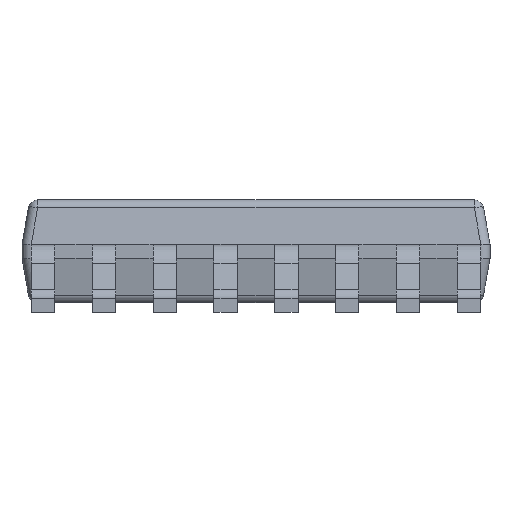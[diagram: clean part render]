
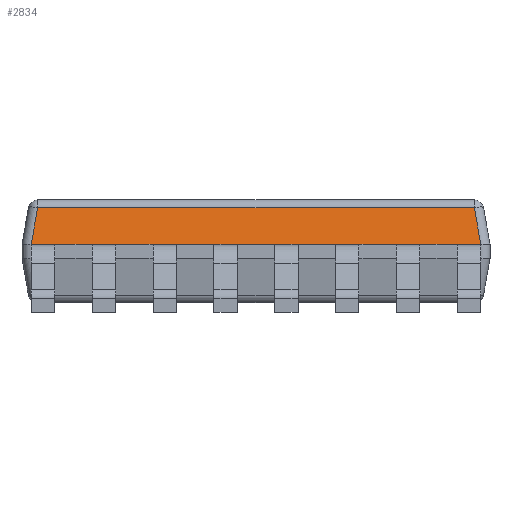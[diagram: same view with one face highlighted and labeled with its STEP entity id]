
A CAD part, front view. The second image highlights one B-rep face of the part: STEP entity #2834.
In plain terms, the highlighted planar face has unit normal (0, -0.985, 0.174).
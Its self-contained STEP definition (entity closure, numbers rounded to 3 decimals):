
#124 = VERTEX_POINT('',#125);
#125 = CARTESIAN_POINT('',(2.15,-2.2,0.725
    ));
#133 = EDGE_CURVE('',#124,#134,#136,.T.);
#134 = VERTEX_POINT('',#135);
#135 = CARTESIAN_POINT('',(1.75,-2.2,0.725
    ));
#136 = LINE('',#137,#138);
#137 = CARTESIAN_POINT('',(-2.5,-2.2,
    0.725));
#138 = VECTOR('',#139,1.);
#139 = DIRECTION('',(-1.,0.,0.));
#164 = VERTEX_POINT('',#165);
#165 = CARTESIAN_POINT('',(1.5,-2.2,0.725
    ));
#173 = EDGE_CURVE('',#164,#174,#176,.T.);
#174 = VERTEX_POINT('',#175);
#175 = CARTESIAN_POINT('',(1.1,-2.2,0.725
    ));
#176 = LINE('',#177,#178);
#177 = CARTESIAN_POINT('',(-2.5,-2.2,
    0.725));
#178 = VECTOR('',#179,1.);
#179 = DIRECTION('',(-1.,0.,0.));
#204 = VERTEX_POINT('',#205);
#205 = CARTESIAN_POINT('',(0.85,-2.2,0.725
    ));
#213 = EDGE_CURVE('',#204,#214,#216,.T.);
#214 = VERTEX_POINT('',#215);
#215 = CARTESIAN_POINT('',(0.45,-2.2,0.725
    ));
#216 = LINE('',#217,#218);
#217 = CARTESIAN_POINT('',(-2.5,-2.2,
    0.725));
#218 = VECTOR('',#219,1.);
#219 = DIRECTION('',(-1.,0.,0.));
#244 = VERTEX_POINT('',#245);
#245 = CARTESIAN_POINT('',(0.2,-2.2,0.725)
  );
#253 = EDGE_CURVE('',#244,#254,#256,.T.);
#254 = VERTEX_POINT('',#255);
#255 = CARTESIAN_POINT('',(-0.2,-2.2,0.725
    ));
#256 = LINE('',#257,#258);
#257 = CARTESIAN_POINT('',(-2.5,-2.2,
    0.725));
#258 = VECTOR('',#259,1.);
#259 = DIRECTION('',(-1.,0.,0.));
#284 = VERTEX_POINT('',#285);
#285 = CARTESIAN_POINT('',(-0.45,-2.2,
    0.725));
#293 = EDGE_CURVE('',#284,#294,#296,.T.);
#294 = VERTEX_POINT('',#295);
#295 = CARTESIAN_POINT('',(-0.85,-2.2,
    0.725));
#296 = LINE('',#297,#298);
#297 = CARTESIAN_POINT('',(-2.5,-2.2,
    0.725));
#298 = VECTOR('',#299,1.);
#299 = DIRECTION('',(-1.,0.,0.));
#324 = VERTEX_POINT('',#325);
#325 = CARTESIAN_POINT('',(-1.1,-2.2,
    0.725));
#333 = EDGE_CURVE('',#324,#334,#336,.T.);
#334 = VERTEX_POINT('',#335);
#335 = CARTESIAN_POINT('',(-1.5,-2.2,
    0.725));
#336 = LINE('',#337,#338);
#337 = CARTESIAN_POINT('',(-2.5,-2.2,
    0.725));
#338 = VECTOR('',#339,1.);
#339 = DIRECTION('',(-1.,0.,0.));
#364 = VERTEX_POINT('',#365);
#365 = CARTESIAN_POINT('',(-1.75,-2.2,
    0.725));
#373 = EDGE_CURVE('',#364,#374,#376,.T.);
#374 = VERTEX_POINT('',#375);
#375 = CARTESIAN_POINT('',(-2.15,-2.2,
    0.725));
#376 = LINE('',#377,#378);
#377 = CARTESIAN_POINT('',(-2.5,-2.2,
    0.725));
#378 = VECTOR('',#379,1.);
#379 = DIRECTION('',(-1.,0.,0.));
#2834 = ADVANCED_FACE('',(#2835),#2936,.T.);
#2835 = FACE_BOUND('',#2836,.T.);
#2836 = EDGE_LOOP('',(#2837,#2845,#2854,#2862,#2870,#2878,#2887,#2893,
    #2894,#2900,#2901,#2907,#2908,#2914,#2915,#2921,#2922,#2928,#2929,
    #2935));
#2837 = ORIENTED_EDGE('',*,*,#2838,.F.);
#2838 = EDGE_CURVE('',#2839,#124,#2841,.T.);
#2839 = VERTEX_POINT('',#2840);
#2840 = CARTESIAN_POINT('',(2.4,-2.2,
    0.725));
#2841 = LINE('',#2842,#2843);
#2842 = CARTESIAN_POINT('',(-2.5,-2.2,
    0.725));
#2843 = VECTOR('',#2844,1.);
#2844 = DIRECTION('',(-1.,0.,0.));
#2845 = ORIENTED_EDGE('',*,*,#2846,.T.);
#2846 = EDGE_CURVE('',#2839,#2847,#2849,.T.);
#2847 = VERTEX_POINT('',#2848);
#2848 = CARTESIAN_POINT('',(2.402,-2.2,0.725
    ));
#2849 = ( BOUNDED_CURVE() B_SPLINE_CURVE(3,(#2850,#2851,#2852,#2853),
.UNSPECIFIED.,.F.,.F.) B_SPLINE_CURVE_WITH_KNOTS((4,4),(
    0.,0.015),.PIECEWISE_BEZIER_KNOTS.) 
CURVE() GEOMETRIC_REPRESENTATION_ITEM() RATIONAL_B_SPLINE_CURVE((1.,
1.,1.,1.)) REPRESENTATION_ITEM('') );
#2850 = CARTESIAN_POINT('',(2.4,-2.2,
    0.725));
#2851 = CARTESIAN_POINT('',(2.401,-2.2,
    0.725));
#2852 = CARTESIAN_POINT('',(2.401,-2.2,
    0.725));
#2853 = CARTESIAN_POINT('',(2.402,-2.2,0.725
    ));
#2854 = ORIENTED_EDGE('',*,*,#2855,.T.);
#2855 = EDGE_CURVE('',#2847,#2856,#2858,.T.);
#2856 = VERTEX_POINT('',#2857);
#2857 = CARTESIAN_POINT('',(2.332,-2.131,
    1.117));
#2858 = LINE('',#2859,#2860);
#2859 = CARTESIAN_POINT('',(2.25,-2.048,
    1.585));
#2860 = VECTOR('',#2861,1.);
#2861 = DIRECTION('',(-0.171,0.171,0.97));
#2862 = ORIENTED_EDGE('',*,*,#2863,.T.);
#2863 = EDGE_CURVE('',#2856,#2864,#2866,.T.);
#2864 = VERTEX_POINT('',#2865);
#2865 = CARTESIAN_POINT('',(-2.332,-2.131,
    1.117));
#2866 = LINE('',#2867,#2868);
#2867 = CARTESIAN_POINT('',(0.,-2.131,
    1.117));
#2868 = VECTOR('',#2869,1.);
#2869 = DIRECTION('',(-1.,0.,0.));
#2870 = ORIENTED_EDGE('',*,*,#2871,.T.);
#2871 = EDGE_CURVE('',#2864,#2872,#2874,.T.);
#2872 = VERTEX_POINT('',#2873);
#2873 = CARTESIAN_POINT('',(-2.402,-2.2,
    0.725));
#2874 = LINE('',#2875,#2876);
#2875 = CARTESIAN_POINT('',(-2.25,-2.048,
    1.585));
#2876 = VECTOR('',#2877,1.);
#2877 = DIRECTION('',(-0.171,-0.171,-0.97));
#2878 = ORIENTED_EDGE('',*,*,#2879,.T.);
#2879 = EDGE_CURVE('',#2872,#2880,#2882,.T.);
#2880 = VERTEX_POINT('',#2881);
#2881 = CARTESIAN_POINT('',(-2.4,-2.2,
    0.725));
#2882 = ( BOUNDED_CURVE() B_SPLINE_CURVE(3,(#2883,#2884,#2885,#2886),
.UNSPECIFIED.,.F.,.F.) B_SPLINE_CURVE_WITH_KNOTS((4,4),(6.268,
6.283),.PIECEWISE_BEZIER_KNOTS.) CURVE() 
GEOMETRIC_REPRESENTATION_ITEM() RATIONAL_B_SPLINE_CURVE((1.,
1.,1.,1.)) REPRESENTATION_ITEM('') );
#2883 = CARTESIAN_POINT('',(-2.402,-2.2,
    0.725));
#2884 = CARTESIAN_POINT('',(-2.401,-2.2,
    0.725));
#2885 = CARTESIAN_POINT('',(-2.401,-2.2,
    0.725));
#2886 = CARTESIAN_POINT('',(-2.4,-2.2,
    0.725));
#2887 = ORIENTED_EDGE('',*,*,#2888,.F.);
#2888 = EDGE_CURVE('',#374,#2880,#2889,.T.);
#2889 = LINE('',#2890,#2891);
#2890 = CARTESIAN_POINT('',(-2.15,-2.2,
    0.725));
#2891 = VECTOR('',#2892,1.);
#2892 = DIRECTION('',(-1.,-0.,-0.));
#2893 = ORIENTED_EDGE('',*,*,#373,.F.);
#2894 = ORIENTED_EDGE('',*,*,#2895,.F.);
#2895 = EDGE_CURVE('',#334,#364,#2896,.T.);
#2896 = LINE('',#2897,#2898);
#2897 = CARTESIAN_POINT('',(-1.5,-2.2,
    0.725));
#2898 = VECTOR('',#2899,1.);
#2899 = DIRECTION('',(-1.,-0.,-0.));
#2900 = ORIENTED_EDGE('',*,*,#333,.F.);
#2901 = ORIENTED_EDGE('',*,*,#2902,.F.);
#2902 = EDGE_CURVE('',#294,#324,#2903,.T.);
#2903 = LINE('',#2904,#2905);
#2904 = CARTESIAN_POINT('',(-0.85,-2.2,
    0.725));
#2905 = VECTOR('',#2906,1.);
#2906 = DIRECTION('',(-1.,-0.,-0.));
#2907 = ORIENTED_EDGE('',*,*,#293,.F.);
#2908 = ORIENTED_EDGE('',*,*,#2909,.F.);
#2909 = EDGE_CURVE('',#254,#284,#2910,.T.);
#2910 = LINE('',#2911,#2912);
#2911 = CARTESIAN_POINT('',(-0.2,-2.2,
    0.725));
#2912 = VECTOR('',#2913,1.);
#2913 = DIRECTION('',(-1.,-0.,-0.));
#2914 = ORIENTED_EDGE('',*,*,#253,.F.);
#2915 = ORIENTED_EDGE('',*,*,#2916,.F.);
#2916 = EDGE_CURVE('',#214,#244,#2917,.T.);
#2917 = LINE('',#2918,#2919);
#2918 = CARTESIAN_POINT('',(0.45,-2.2,
    0.725));
#2919 = VECTOR('',#2920,1.);
#2920 = DIRECTION('',(-1.,-0.,-0.));
#2921 = ORIENTED_EDGE('',*,*,#213,.F.);
#2922 = ORIENTED_EDGE('',*,*,#2923,.F.);
#2923 = EDGE_CURVE('',#174,#204,#2924,.T.);
#2924 = LINE('',#2925,#2926);
#2925 = CARTESIAN_POINT('',(1.1,-2.2,
    0.725));
#2926 = VECTOR('',#2927,1.);
#2927 = DIRECTION('',(-1.,-0.,-0.));
#2928 = ORIENTED_EDGE('',*,*,#173,.F.);
#2929 = ORIENTED_EDGE('',*,*,#2930,.F.);
#2930 = EDGE_CURVE('',#134,#164,#2931,.T.);
#2931 = LINE('',#2932,#2933);
#2932 = CARTESIAN_POINT('',(1.75,-2.2,
    0.725));
#2933 = VECTOR('',#2934,1.);
#2934 = DIRECTION('',(-1.,-0.,-0.));
#2935 = ORIENTED_EDGE('',*,*,#133,.F.);
#2936 = PLANE('',#2937);
#2937 = AXIS2_PLACEMENT_3D('',#2938,#2939,#2940);
#2938 = CARTESIAN_POINT('',(0.,-2.116,
    1.2));
#2939 = DIRECTION('',(0.,-0.985,0.174
    ));
#2940 = DIRECTION('',(-1.,0.,0.));
